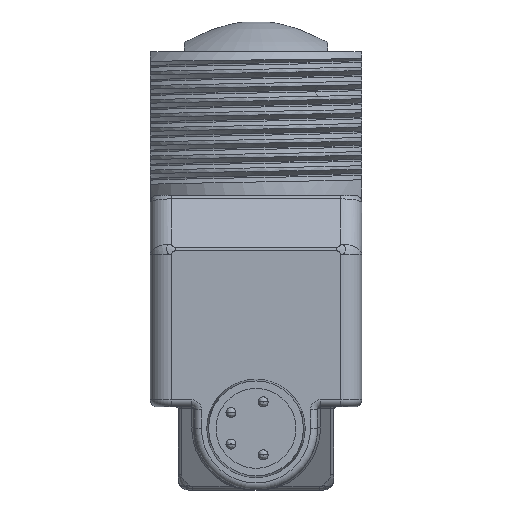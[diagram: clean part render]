
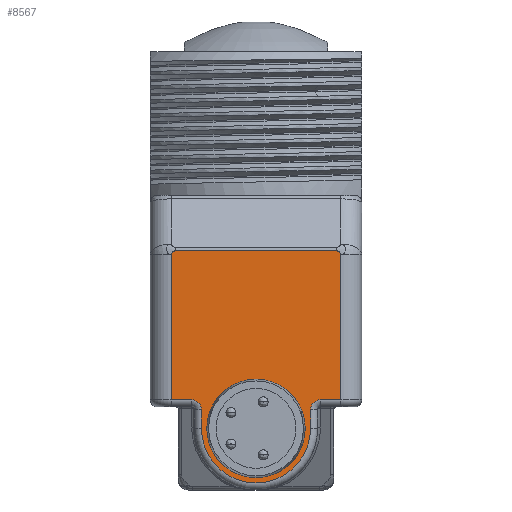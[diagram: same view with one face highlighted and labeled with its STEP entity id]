
A CAD part, front view. The second image highlights one B-rep face of the part: STEP entity #8567.
In plain terms, the highlighted planar face has unit normal (0, -1, 0).
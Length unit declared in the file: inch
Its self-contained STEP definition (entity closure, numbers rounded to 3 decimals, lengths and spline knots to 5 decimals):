
#533=DIRECTION('',(0.,0.,-1.));
#534=VECTOR('',#533,0.40544);
#535=CARTESIAN_POINT('',(-0.23622,-0.67913,
0.13772));
#536=LINE('',#535,#534);
#546=CARTESIAN_POINT('',(-0.23622,-0.67913,
0.13772));
#547=CARTESIAN_POINT('',(-0.23608,-0.67913,
0.14281));
#548=CARTESIAN_POINT('',(-0.23076,-0.67913,
0.14827));
#549=CARTESIAN_POINT('',(-0.22567,-0.67913,
0.14827));
#551=CARTESIAN_POINT('',(0.23622,-0.67913,
0.13772));
#552=CARTESIAN_POINT('',(0.23608,-0.67913,
0.14281));
#553=CARTESIAN_POINT('',(0.23076,-0.67913,
0.14827));
#554=CARTESIAN_POINT('',(0.22567,-0.67913,
0.14827));
#556=CARTESIAN_POINT('',(0.,-0.67913,-0.34764));
#557=DIRECTION('',(0.,-1.,0.));
#558=DIRECTION('',(1.,0.,0.));
#559=AXIS2_PLACEMENT_3D('',#556,#557,#558);
#561=CARTESIAN_POINT('',(0.,-0.67913,-0.34764));
#562=DIRECTION('',(0.,-1.,0.));
#563=DIRECTION('',(-1.,0.,0.));
#564=AXIS2_PLACEMENT_3D('',#561,#562,#563);
#570=DIRECTION('',(0.,0.,1.));
#571=VECTOR('',#570,0.40544);
#572=CARTESIAN_POINT('',(0.23622,-0.67913,
-0.26772));
#573=LINE('',#572,#571);
#1305=CARTESIAN_POINT('',(-0.17992,-0.67913,
-0.29528));
#1306=DIRECTION('',(0.,-1.,0.));
#1307=DIRECTION('',(1.,0.,0.));
#1308=AXIS2_PLACEMENT_3D('',#1305,#1306,#1307);
#1319=DIRECTION('',(-1.,0.,0.));
#1320=VECTOR('',#1319,0.0563);
#1321=CARTESIAN_POINT('',(-0.17992,-0.67913,
-0.26772));
#1322=LINE('',#1321,#1320);
#1360=DIRECTION('',(0.,0.,1.));
#1361=VECTOR('',#1360,0.05236);
#1362=CARTESIAN_POINT('',(-0.15236,-0.67913,
-0.34764));
#1363=LINE('',#1362,#1361);
#1378=CARTESIAN_POINT('',(0.,-0.67913,-0.34764));
#1379=DIRECTION('',(0.,1.,0.));
#1380=DIRECTION('',(1.,0.,0.));
#1381=AXIS2_PLACEMENT_3D('',#1378,#1379,#1380);
#1392=DIRECTION('',(0.,0.,-1.));
#1393=VECTOR('',#1392,0.05236);
#1394=CARTESIAN_POINT('',(0.15236,-0.67913,
-0.29528));
#1395=LINE('',#1394,#1393);
#1423=CARTESIAN_POINT('',(0.17992,-0.67913,
-0.29528));
#1424=DIRECTION('',(0.,-1.,0.));
#1425=DIRECTION('',(0.,0.,1.));
#1426=AXIS2_PLACEMENT_3D('',#1423,#1424,#1425);
#1437=DIRECTION('',(-1.,0.,0.));
#1438=VECTOR('',#1437,0.0563);
#1439=CARTESIAN_POINT('',(0.23622,-0.67913,
-0.26772));
#1440=LINE('',#1439,#1438);
#6556=DIRECTION('',(-1.,0.,0.));
#6557=VECTOR('',#6556,0.45134);
#6558=CARTESIAN_POINT('',(0.22567,-0.67913,
0.14827));
#6559=LINE('',#6558,#6557);
#7298=VERTEX_POINT('',#551);
#7299=VERTEX_POINT('',#554);
#7305=CARTESIAN_POINT('',(-0.22567,-0.67913,
0.14827));
#7306=VERTEX_POINT('',#7305);
#7307=VERTEX_POINT('',#546);
#8021=CARTESIAN_POINT('',(-0.23622,-0.67913,
-0.26772));
#8022=VERTEX_POINT('',#8021);
#8025=CARTESIAN_POINT('',(-0.17992,-0.67913,
-0.26772));
#8026=VERTEX_POINT('',#8025);
#8029=CARTESIAN_POINT('',(-0.15236,-0.67913,
-0.29528));
#8030=VERTEX_POINT('',#8029);
#8033=CARTESIAN_POINT('',(-0.15236,-0.67913,
-0.34764));
#8034=VERTEX_POINT('',#8033);
#8037=CARTESIAN_POINT('',(0.15236,-0.67913,
-0.34764));
#8038=VERTEX_POINT('',#8037);
#8041=CARTESIAN_POINT('',(0.15236,-0.67913,
-0.29528));
#8042=VERTEX_POINT('',#8041);
#8045=CARTESIAN_POINT('',(0.17992,-0.67913,
-0.26772));
#8046=VERTEX_POINT('',#8045);
#8049=CARTESIAN_POINT('',(0.23622,-0.67913,
-0.26772));
#8050=VERTEX_POINT('',#8049);
#8144=CARTESIAN_POINT('',(0.1275,-0.67913,-0.34764));
#8145=CARTESIAN_POINT('',(-0.1275,-0.67913,-0.34764));
#8146=VERTEX_POINT('',#8144);
#8147=VERTEX_POINT('',#8145);
#8531=CARTESIAN_POINT('',(-0.29528,-0.67913,0.));
#8532=DIRECTION('',(0.,-1.,0.));
#8533=DIRECTION('',(1.,0.,0.));
#8534=AXIS2_PLACEMENT_3D('',#8531,#8532,#8533);
#8535=PLANE('',#8534);
#8537=ORIENTED_EDGE('',*,*,#8536,.F.);
#8539=ORIENTED_EDGE('',*,*,#8538,.T.);
#8541=ORIENTED_EDGE('',*,*,#8540,.T.);
#8543=ORIENTED_EDGE('',*,*,#8542,.T.);
#8545=ORIENTED_EDGE('',*,*,#8544,.T.);
#8547=ORIENTED_EDGE('',*,*,#8546,.T.);
#8549=ORIENTED_EDGE('',*,*,#8548,.T.);
#8551=ORIENTED_EDGE('',*,*,#8550,.T.);
#8552=ORIENTED_EDGE('',*,*,#8521,.F.);
#8554=ORIENTED_EDGE('',*,*,#8553,.T.);
#8556=ORIENTED_EDGE('',*,*,#8555,.F.);
#8558=ORIENTED_EDGE('',*,*,#8557,.F.);
#8559=EDGE_LOOP('',(#8537,#8539,#8541,#8543,#8545,#8547,#8549,#8551,#8552,#8554,
#8556,#8558));
#8560=FACE_OUTER_BOUND('',#8559,.F.);
#8562=ORIENTED_EDGE('',*,*,#8561,.T.);
#8564=ORIENTED_EDGE('',*,*,#8563,.T.);
#8565=EDGE_LOOP('',(#8562,#8564));
#8566=FACE_BOUND('',#8565,.F.);
#8567=ADVANCED_FACE('',(#8560,#8566),#8535,.T.);
#550=B_SPLINE_CURVE_WITH_KNOTS('',3,(#546,#547,#548,#549),.UNSPECIFIED.,.F.,.F.,
(4,4),(0.,1.),.UNSPECIFIED.);
#555=B_SPLINE_CURVE_WITH_KNOTS('',3,(#551,#552,#553,#554),.UNSPECIFIED.,.F.,.F.,
(4,4),(0.,1.),.UNSPECIFIED.);
#560=CIRCLE('',#559,0.1275);
#565=CIRCLE('',#564,0.1275);
#1309=CIRCLE('',#1308,0.02756);
#1382=CIRCLE('',#1381,0.15236);
#1427=CIRCLE('',#1426,0.02756);
#8521=EDGE_CURVE('',#7307,#8022,#536,.T.);
#8536=EDGE_CURVE('',#8050,#7298,#573,.T.);
#8538=EDGE_CURVE('',#8050,#8046,#1440,.T.);
#8540=EDGE_CURVE('',#8046,#8042,#1427,.T.);
#8542=EDGE_CURVE('',#8042,#8038,#1395,.T.);
#8544=EDGE_CURVE('',#8038,#8034,#1382,.T.);
#8546=EDGE_CURVE('',#8034,#8030,#1363,.T.);
#8548=EDGE_CURVE('',#8030,#8026,#1309,.T.);
#8550=EDGE_CURVE('',#8026,#8022,#1322,.T.);
#8553=EDGE_CURVE('',#7307,#7306,#550,.T.);
#8555=EDGE_CURVE('',#7299,#7306,#6559,.T.);
#8557=EDGE_CURVE('',#7298,#7299,#555,.T.);
#8561=EDGE_CURVE('',#8146,#8147,#560,.T.);
#8563=EDGE_CURVE('',#8147,#8146,#565,.T.);
